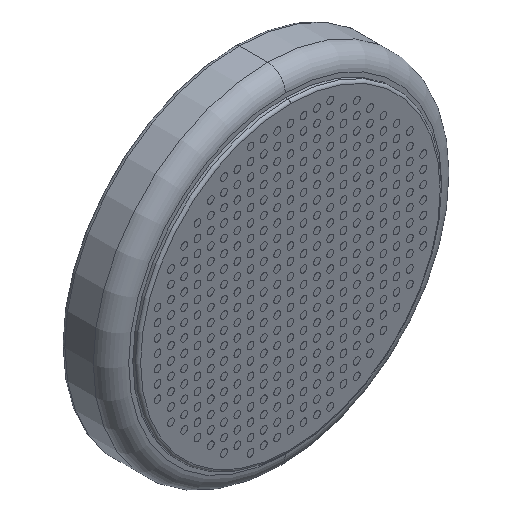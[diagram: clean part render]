
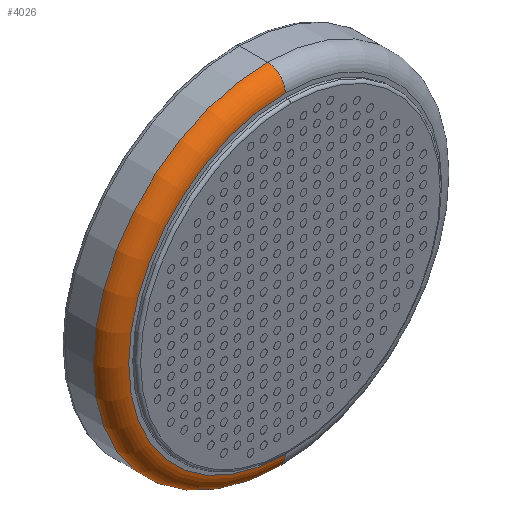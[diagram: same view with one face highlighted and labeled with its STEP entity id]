
A CAD part, isometric view. The second image highlights one B-rep face of the part: STEP entity #4026.
In plain terms, the highlighted toroidal (fillet/blend) face has major radius 8.984 mm and minor radius 1.016 mm.
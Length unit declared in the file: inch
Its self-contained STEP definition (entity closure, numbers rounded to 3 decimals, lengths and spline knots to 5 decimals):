
#425 = DIRECTION ( 'NONE',  ( 0., -1., 0. ) ) ;
#460 = AXIS2_PLACEMENT_3D ( 'NONE', #9532, #6721, #33474 ) ;
#651 = CIRCLE ( 'NONE', #460, 0.3937 ) ;
#1401 = VERTEX_POINT ( 'NONE', #34745 ) ;
#3337 = VERTEX_POINT ( 'NONE', #13820 ) ;
#3788 = ORIENTED_EDGE ( 'NONE', *, *, #15880, .T. ) ;
#3815 = DIRECTION ( 'NONE',  ( 0., 1., 0. ) ) ;
#4026 = ADVANCED_FACE ( 'NONE', ( #27439 ), #4280, .T. ) ;
#4280 = TOROIDAL_SURFACE ( 'NONE', #26357, 0.3537, 0.04 ) ;
#6108 = CARTESIAN_POINT ( 'NONE',  ( 0., 0.05181, -0.3537 ) ) ;
#6721 = DIRECTION ( 'NONE',  ( 0., 1., 0. ) ) ;
#7614 = AXIS2_PLACEMENT_3D ( 'NONE', #17119, #425, #19929 ) ;
#7732 = EDGE_CURVE ( 'NONE', #3337, #22773, #651, .T. ) ;
#8956 = DIRECTION ( 'NONE',  ( 0., 0., -1. ) ) ;
#9146 = CARTESIAN_POINT ( 'NONE',  ( 0., 0.05181, 0.3537 ) ) ;
#9532 = CARTESIAN_POINT ( 'NONE',  ( 0., 0.05181, 0. ) ) ;
#11102 = DIRECTION ( 'NONE',  ( 0., 0., 1. ) ) ;
#11960 = DIRECTION ( 'NONE',  ( 0., 0., 1. ) ) ;
#12925 = CIRCLE ( 'NONE', #34740, 0.04 ) ;
#13820 = CARTESIAN_POINT ( 'NONE',  ( 0., 0.05181, -0.3937 ) ) ;
#15097 = CARTESIAN_POINT ( 'NONE',  ( 0., 0.05181, 0. ) ) ;
#15880 = EDGE_CURVE ( 'NONE', #1401, #22773, #12925, .T. ) ;
#17119 = CARTESIAN_POINT ( 'NONE',  ( 0., 0.01181, 0. ) ) ;
#17998 = CIRCLE ( 'NONE', #7614, 0.3537 ) ;
#19929 = DIRECTION ( 'NONE',  ( 0., 0., 1. ) ) ;
#20649 = ORIENTED_EDGE ( 'NONE', *, *, #25415, .F. ) ;
#22773 = VERTEX_POINT ( 'NONE', #25717 ) ;
#24594 = CIRCLE ( 'NONE', #30965, 0.04 ) ;
#25415 = EDGE_CURVE ( 'NONE', #28721, #3337, #24594, .T. ) ;
#25659 = DIRECTION ( 'NONE',  ( 1., 0., 0. ) ) ;
#25717 = CARTESIAN_POINT ( 'NONE',  ( 0., 0.05181, 0.3937 ) ) ;
#26357 = AXIS2_PLACEMENT_3D ( 'NONE', #15097, #3815, #11102 ) ;
#26382 = EDGE_CURVE ( 'NONE', #1401, #28721, #17998, .T. ) ;
#27377 = CARTESIAN_POINT ( 'NONE',  ( 0., 0.01181, -0.3537 ) ) ;
#27439 = FACE_OUTER_BOUND ( 'NONE', #30823, .T. ) ;
#28665 = DIRECTION ( 'NONE',  ( -1., 0., 0. ) ) ;
#28721 = VERTEX_POINT ( 'NONE', #27377 ) ;
#30721 = ORIENTED_EDGE ( 'NONE', *, *, #26382, .F. ) ;
#30823 = EDGE_LOOP ( 'NONE', ( #20649, #30721, #3788, #32946 ) ) ;
#30965 = AXIS2_PLACEMENT_3D ( 'NONE', #6108, #25659, #8956 ) ;
#32946 = ORIENTED_EDGE ( 'NONE', *, *, #7732, .F. ) ;
#33474 = DIRECTION ( 'NONE',  ( 0., 0., 1. ) ) ;
#34740 = AXIS2_PLACEMENT_3D ( 'NONE', #9146, #28665, #11960 ) ;
#34745 = CARTESIAN_POINT ( 'NONE',  ( 0., 0.01181, 0.3537 ) ) ;
